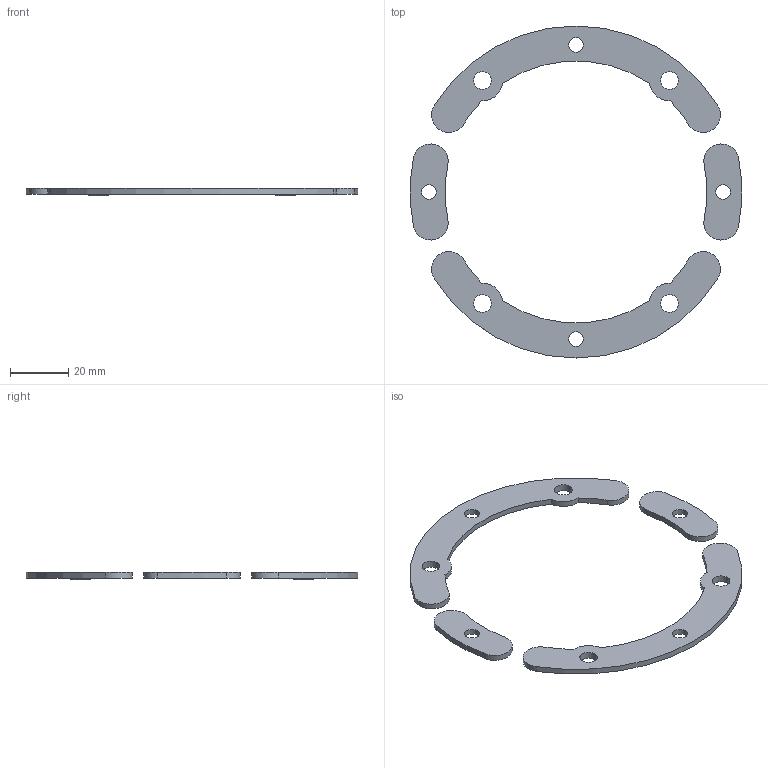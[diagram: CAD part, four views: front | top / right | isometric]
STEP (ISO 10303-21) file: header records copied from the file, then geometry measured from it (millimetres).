
FILE_DESCRIPTION((''),'2;1');
FILE_NAME('OBMP-TCU-1183','2023-10-09T18:06:23',('ccha425'),('Department of Mechanical Engineering, The University of Auckland'),'CREO PARAMETRIC BY PTC INC, 2017260','CREO PARAMETRIC BY PTC INC, 2017260','');
FILE_SCHEMA(('CONFIG_CONTROL_DESIGN'));
Length unit declared in the file: millimetre
Products named in the file (1): OBMP-TCU-1183
Bounding box: 113.73 x 114 x 2.5 mm (x, y, z)
Volume: 6693.2 mm3; surface area: 8294.3 mm2
Topology: 4 solids, 4 shells, 60 faces, 144 edges, 96 vertices
Faces by surface type: cylinder 40, plane 12, cone 8
Entity records: 1868 total; most frequent: DIRECTION 360, CARTESIAN_POINT 300, ORIENTED_EDGE 288, AXIS2_PLACEMENT_3D 156, EDGE_CURVE 144, VERTEX_POINT 96, CIRCLE 96, EDGE_LOOP 80
